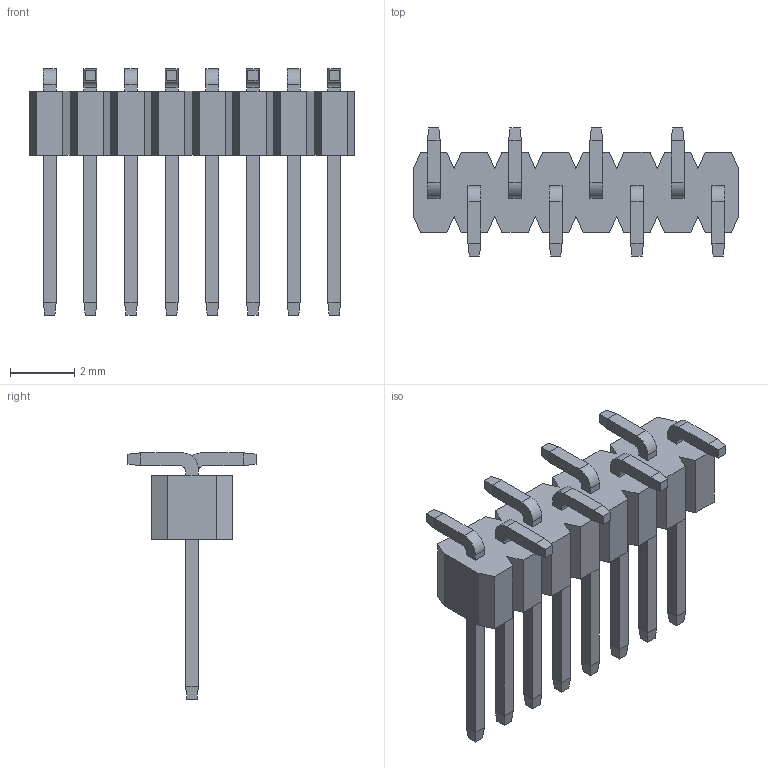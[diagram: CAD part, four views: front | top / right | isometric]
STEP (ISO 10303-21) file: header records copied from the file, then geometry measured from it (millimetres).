
FILE_DESCRIPTION (( 'STEP AP214' ), '1' );
FILE_NAME ('FPH12737-S08S1014150505M-REF .STEP', '2025-11-28T01:46:59', ( '' ), ( '' ), 'SwSTEP 2.0', 'SolidWorks 2021', '' );
FILE_SCHEMA (( 'AUTOMOTIVE_DESIGN' ));
Length unit declared in the file: millimetre
Products named in the file (1): FPH12737-S08S1014150505M-REF 
Bounding box: 10.16 x 4 x 7.7 mm (x, y, z)
Volume: 56.4 mm3; surface area: 206.8 mm2
Topology: 1 solids, 1 shells, 228 faces, 566 edges, 356 vertices
Faces by surface type: plane 212, cylinder 16
Entity records: 6604 total; most frequent: CARTESIAN_POINT 1151, ORIENTED_EDGE 1132, DIRECTION 1056, EDGE_CURVE 566, LINE 534, VECTOR 534, VERTEX_POINT 356, AXIS2_PLACEMENT_3D 261
